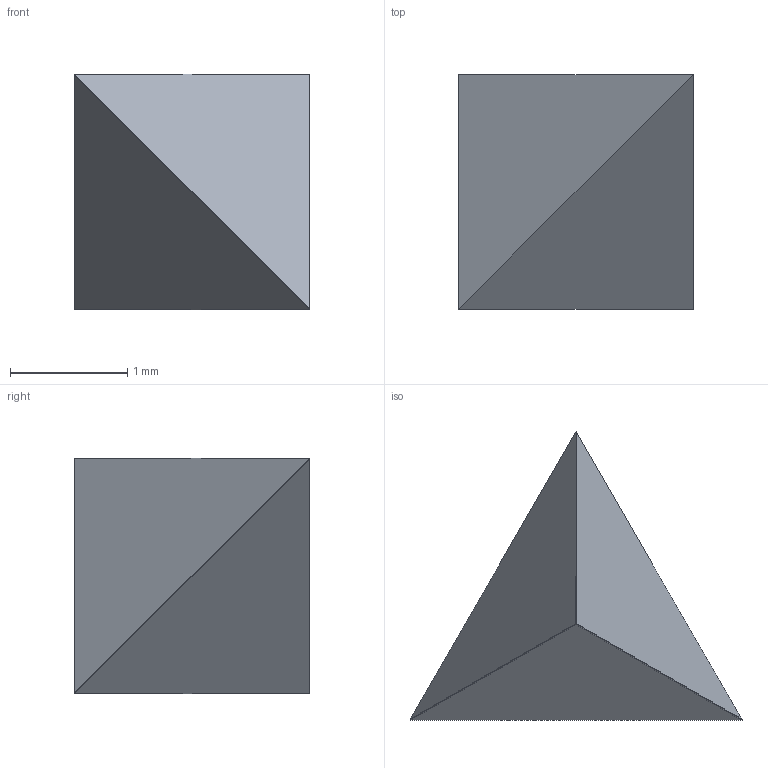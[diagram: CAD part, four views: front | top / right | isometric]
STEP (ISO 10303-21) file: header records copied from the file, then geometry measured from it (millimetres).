
FILE_DESCRIPTION(('Open CASCADE Model'),'2;1');
FILE_NAME('Open CASCADE Shape Model','2024-05-28T15:13:18',('Author'),( 'Open CASCADE'),'Open CASCADE STEP processor 7.7','Open CASCADE 7.7' ,'Unknown');
FILE_SCHEMA(('AUTOMOTIVE_DESIGN { 1 0 10303 214 1 1 1 1 }'));
Length unit declared in the file: millimetre
Products named in the file (1): Open CASCADE STEP translator 7.7 5
Bounding box: 2 x 2 x 2.01 mm (x, y, z)
Volume: 0.1 mm3; surface area: 27.7 mm2
Topology: 1 solids, 2 shells, 12 faces, 20 edges, 12 vertices
Faces by surface type: plane 12
Entity records: 540 total; most frequent: DIRECTION 86, CARTESIAN_POINT 85, LINE 60, VECTOR 60, ORIENTED_EDGE 40, PCURVE 40, DEFINITIONAL_REPRESENTATION 40, EDGE_CURVE 20
